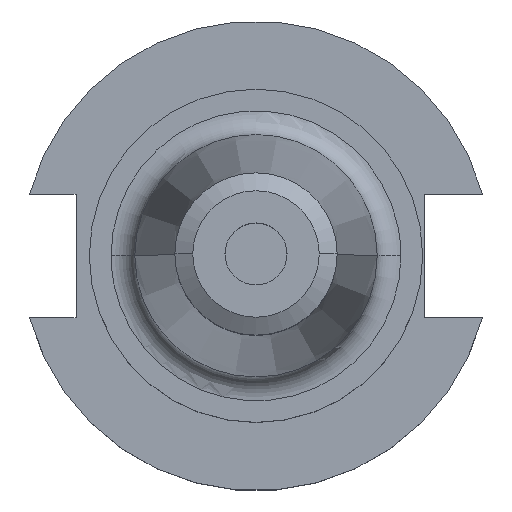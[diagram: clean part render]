
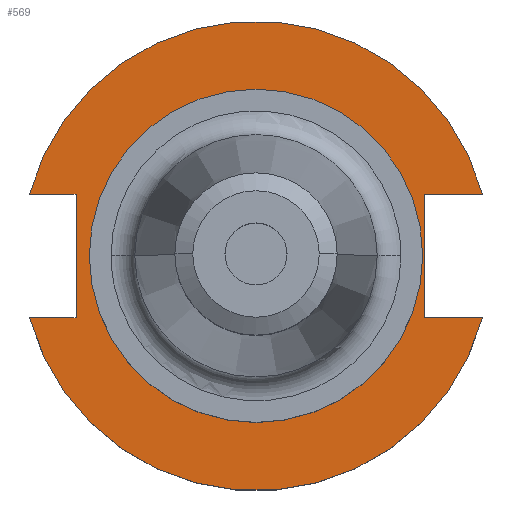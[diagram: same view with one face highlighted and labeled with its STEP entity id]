
A CAD part, top view. The second image highlights one B-rep face of the part: STEP entity #569.
In plain terms, the highlighted planar face has unit normal (0, 0, 1).
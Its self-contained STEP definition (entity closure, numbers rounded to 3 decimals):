
#20 = EDGE_LOOP ( 'NONE', ( #1590, #1237 ) ) ;
#23 = DIRECTION ( 'NONE',  ( 1., 0., 0. ) ) ;
#25 = EDGE_CURVE ( 'NONE', #1216, #955, #258, .T. ) ;
#27 = DIRECTION ( 'NONE',  ( 1., 0., 0. ) ) ;
#55 = EDGE_CURVE ( 'NONE', #295, #1732, #207, .T. ) ;
#92 = DIRECTION ( 'NONE',  ( 1., 0., 0. ) ) ;
#159 = CARTESIAN_POINT ( 'NONE',  ( 35.306, 12.954, 19.05 ) ) ;
#184 = DIRECTION ( 'NONE',  ( -1., 0., 0. ) ) ;
#207 = LINE ( 'NONE', #1575, #1007 ) ;
#241 = FACE_OUTER_BOUND ( 'NONE', #1847, .T. ) ;
#257 = EDGE_CURVE ( 'NONE', #1732, #791, #1915, .T. ) ;
#258 = LINE ( 'NONE', #159, #1887 ) ;
#275 = EDGE_CURVE ( 'NONE', #1216, #791, #1511, .T. ) ;
#295 = VERTEX_POINT ( 'NONE', #539 ) ;
#299 = CARTESIAN_POINT ( 'NONE',  ( 0., 0., 19.05 ) ) ;
#332 = DIRECTION ( 'NONE',  ( 1., 0., 0. ) ) ;
#343 = CARTESIAN_POINT ( 'NONE',  ( 0., 49.212, 19.05 ) ) ;
#393 = LINE ( 'NONE', #1358, #813 ) ;
#409 = DIRECTION ( 'NONE',  ( 0., 0., 1. ) ) ;
#432 = CARTESIAN_POINT ( 'NONE',  ( -63.719, -12.954, 19.05 ) ) ;
#478 = VERTEX_POINT ( 'NONE', #693 ) ;
#523 = EDGE_CURVE ( 'NONE', #2004, #985, #1983, .T. ) ;
#524 = AXIS2_PLACEMENT_3D ( 'NONE', #1307, #1740, #1100 ) ;
#539 = CARTESIAN_POINT ( 'NONE',  ( -37.719, -12.954, 19.05 ) ) ;
#564 = CARTESIAN_POINT ( 'NONE',  ( 35.306, -12.954, 19.05 ) ) ;
#569 = ADVANCED_FACE ( 'NONE', ( #616, #241 ), #937, .T. ) ;
#571 = CARTESIAN_POINT ( 'NONE',  ( 35.306, 12.954, 19.05 ) ) ;
#614 = AXIS2_PLACEMENT_3D ( 'NONE', #1415, #409, #1829 ) ;
#616 = FACE_BOUND ( 'NONE', #20, .T. ) ;
#644 = DIRECTION ( 'NONE',  ( -1., 0., 0. ) ) ;
#666 = CIRCLE ( 'NONE', #524, 34.925 ) ;
#693 = CARTESIAN_POINT ( 'NONE',  ( 34.925, 0., 19.05 ) ) ;
#770 = DIRECTION ( 'NONE',  ( 0., 0., 1. ) ) ;
#786 = AXIS2_PLACEMENT_3D ( 'NONE', #1318, #1793, #27 ) ;
#791 = VERTEX_POINT ( 'NONE', #1218 ) ;
#813 = VECTOR ( 'NONE', #1317, 1000. ) ;
#831 = EDGE_CURVE ( 'NONE', #2004, #295, #1493, .T. ) ;
#910 = EDGE_CURVE ( 'NONE', #955, #1115, #393, .T. ) ;
#937 = PLANE ( 'NONE',  #1539 ) ;
#943 = VERTEX_POINT ( 'NONE', #1665 ) ;
#955 = VERTEX_POINT ( 'NONE', #571 ) ;
#974 = CARTESIAN_POINT ( 'NONE',  ( 35.306, -12.954, 19.05 ) ) ;
#984 = CIRCLE ( 'NONE', #1058, 34.925 ) ;
#985 = VERTEX_POINT ( 'NONE', #1345 ) ;
#1007 = VECTOR ( 'NONE', #1885, 1000. ) ;
#1058 = AXIS2_PLACEMENT_3D ( 'NONE', #299, #770, #1424 ) ;
#1091 = ORIENTED_EDGE ( 'NONE', *, *, #25, .F. ) ;
#1100 = DIRECTION ( 'NONE',  ( 1., 0., 0. ) ) ;
#1115 = VERTEX_POINT ( 'NONE', #974 ) ;
#1199 = EDGE_CURVE ( 'NONE', #1115, #985, #1632, .T. ) ;
#1204 = ORIENTED_EDGE ( 'NONE', *, *, #1199, .F. ) ;
#1216 = VERTEX_POINT ( 'NONE', #1982 ) ;
#1218 = CARTESIAN_POINT ( 'NONE',  ( -47.477, 12.954, 19.05 ) ) ;
#1237 = ORIENTED_EDGE ( 'NONE', *, *, #1812, .F. ) ;
#1271 = ORIENTED_EDGE ( 'NONE', *, *, #275, .T. ) ;
#1295 = ORIENTED_EDGE ( 'NONE', *, *, #831, .F. ) ;
#1307 = CARTESIAN_POINT ( 'NONE',  ( 0., 0., 19.05 ) ) ;
#1314 = CARTESIAN_POINT ( 'NONE',  ( -63.719, 12.954, 19.05 ) ) ;
#1317 = DIRECTION ( 'NONE',  ( 0., -1., 0. ) ) ;
#1318 = CARTESIAN_POINT ( 'NONE',  ( 0., 0., 19.05 ) ) ;
#1345 = CARTESIAN_POINT ( 'NONE',  ( 47.477, -12.954, 19.05 ) ) ;
#1358 = CARTESIAN_POINT ( 'NONE',  ( 35.306, 12.954, 19.05 ) ) ;
#1392 = ORIENTED_EDGE ( 'NONE', *, *, #910, .F. ) ;
#1415 = CARTESIAN_POINT ( 'NONE',  ( 0., 0., 19.05 ) ) ;
#1424 = DIRECTION ( 'NONE',  ( 1., 0., 0. ) ) ;
#1463 = CARTESIAN_POINT ( 'NONE',  ( -47.477, -12.954, 19.05 ) ) ;
#1493 = LINE ( 'NONE', #432, #1849 ) ;
#1511 = CIRCLE ( 'NONE', #614, 49.212 ) ;
#1528 = ORIENTED_EDGE ( 'NONE', *, *, #55, .F. ) ;
#1539 = AXIS2_PLACEMENT_3D ( 'NONE', #343, #1927, #23 ) ;
#1575 = CARTESIAN_POINT ( 'NONE',  ( -37.719, 12.954, 19.05 ) ) ;
#1583 = VECTOR ( 'NONE', #92, 1000. ) ;
#1590 = ORIENTED_EDGE ( 'NONE', *, *, #1715, .F. ) ;
#1632 = LINE ( 'NONE', #564, #1583 ) ;
#1655 = VECTOR ( 'NONE', #184, 1000. ) ;
#1665 = CARTESIAN_POINT ( 'NONE',  ( -34.925, 0., 19.05 ) ) ;
#1715 = EDGE_CURVE ( 'NONE', #478, #943, #666, .T. ) ;
#1732 = VERTEX_POINT ( 'NONE', #1876 ) ;
#1740 = DIRECTION ( 'NONE',  ( 0., 0., 1. ) ) ;
#1770 = ORIENTED_EDGE ( 'NONE', *, *, #257, .F. ) ;
#1793 = DIRECTION ( 'NONE',  ( 0., 0., 1. ) ) ;
#1812 = EDGE_CURVE ( 'NONE', #943, #478, #984, .T. ) ;
#1829 = DIRECTION ( 'NONE',  ( 1., 0., 0. ) ) ;
#1847 = EDGE_LOOP ( 'NONE', ( #1943, #1204, #1392, #1091, #1271, #1770, #1528, #1295 ) ) ;
#1849 = VECTOR ( 'NONE', #332, 1000. ) ;
#1876 = CARTESIAN_POINT ( 'NONE',  ( -37.719, 12.954, 19.05 ) ) ;
#1885 = DIRECTION ( 'NONE',  ( 0., 1., 0. ) ) ;
#1887 = VECTOR ( 'NONE', #644, 1000. ) ;
#1915 = LINE ( 'NONE', #1314, #1655 ) ;
#1927 = DIRECTION ( 'NONE',  ( 0., 0., 1. ) ) ;
#1943 = ORIENTED_EDGE ( 'NONE', *, *, #523, .T. ) ;
#1982 = CARTESIAN_POINT ( 'NONE',  ( 47.477, 12.954, 19.05 ) ) ;
#1983 = CIRCLE ( 'NONE', #786, 49.212 ) ;
#2004 = VERTEX_POINT ( 'NONE', #1463 ) ;
